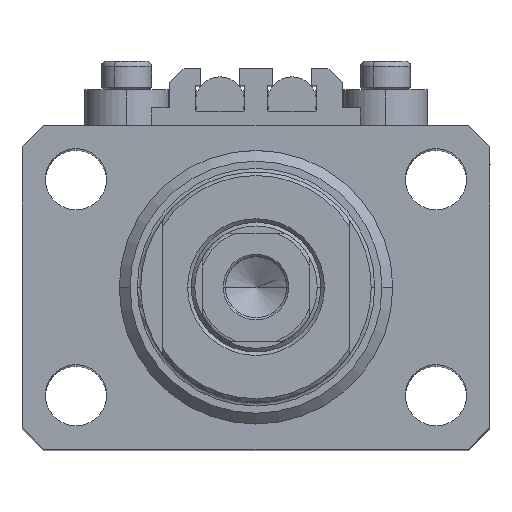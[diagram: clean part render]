
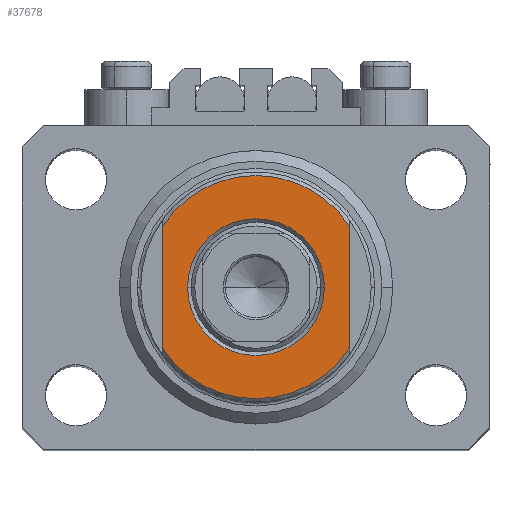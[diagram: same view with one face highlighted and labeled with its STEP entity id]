
A CAD part, top view. The second image highlights one B-rep face of the part: STEP entity #37678.
In plain terms, the highlighted face is planar.
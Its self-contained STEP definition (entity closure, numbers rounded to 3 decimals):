
#1151 = DIRECTION ( 'NONE',  ( -1., 0., 0. ) ) ;
#1389 = DIRECTION ( 'NONE',  ( 0., 0., -1. ) ) ;
#1474 = CARTESIAN_POINT ( 'NONE',  ( 0., 0., -6.5 ) ) ;
#1602 = CIRCLE ( 'NONE', #38085, 15.5 ) ;
#1855 = CARTESIAN_POINT ( 'NONE',  ( 0., 0., -6.5 ) ) ;
#2344 = EDGE_CURVE ( 'NONE', #15722, #5594, #38226, .T. ) ;
#2975 = DIRECTION ( 'NONE',  ( 0., 0., -1. ) ) ;
#3838 = EDGE_LOOP ( 'NONE', ( #24582, #13830 ) ) ;
#5401 = VERTEX_POINT ( 'NONE', #5491 ) ;
#5491 = CARTESIAN_POINT ( 'NONE',  ( 9.5, 0., -6.5 ) ) ;
#5594 = VERTEX_POINT ( 'NONE', #19299 ) ;
#5786 = EDGE_CURVE ( 'NONE', #12001, #5594, #31909, .T. ) ;
#7645 = ORIENTED_EDGE ( 'NONE', *, *, #5786, .T. ) ;
#10145 = AXIS2_PLACEMENT_3D ( 'NONE', #31698, #2975, #17824 ) ;
#10328 = CARTESIAN_POINT ( 'NONE',  ( 0., 0., -6.5 ) ) ;
#11324 = EDGE_CURVE ( 'NONE', #37690, #5401, #37362, .T. ) ;
#12001 = VERTEX_POINT ( 'NONE', #27144 ) ;
#12020 = LINE ( 'NONE', #15441, #24956 ) ;
#12414 = AXIS2_PLACEMENT_3D ( 'NONE', #1474, #19965, #20203 ) ;
#13830 = ORIENTED_EDGE ( 'NONE', *, *, #43624, .T. ) ;
#13984 = FACE_OUTER_BOUND ( 'NONE', #36729, .T. ) ;
#15441 = CARTESIAN_POINT ( 'NONE',  ( 13., -43.081, -6.5 ) ) ;
#15722 = VERTEX_POINT ( 'NONE', #27914 ) ;
#16341 = CARTESIAN_POINT ( 'NONE',  ( -13., -43.081, -6.5 ) ) ;
#17824 = DIRECTION ( 'NONE',  ( -1., 0., 0. ) ) ;
#17986 = AXIS2_PLACEMENT_3D ( 'NONE', #1855, #31528, #27379 ) ;
#18660 = ORIENTED_EDGE ( 'NONE', *, *, #2344, .F. ) ;
#19299 = CARTESIAN_POINT ( 'NONE',  ( -13., -8.441, -6.5 ) ) ;
#19965 = DIRECTION ( 'NONE',  ( 0., 0., 1. ) ) ;
#20203 = DIRECTION ( 'NONE',  ( -1., 0., 0. ) ) ;
#21277 = PLANE ( 'NONE',  #34061 ) ;
#23913 = ORIENTED_EDGE ( 'NONE', *, *, #41984, .T. ) ;
#24582 = ORIENTED_EDGE ( 'NONE', *, *, #11324, .T. ) ;
#24624 = VERTEX_POINT ( 'NONE', #40031 ) ;
#24956 = VECTOR ( 'NONE', #31254, 1000. ) ;
#25160 = FACE_BOUND ( 'NONE', #3838, .T. ) ;
#25727 = ORIENTED_EDGE ( 'NONE', *, *, #47166, .T. ) ;
#26910 = CARTESIAN_POINT ( 'NONE',  ( 0., 0., -6.5 ) ) ;
#27083 = VECTOR ( 'NONE', #41395, 1000. ) ;
#27144 = CARTESIAN_POINT ( 'NONE',  ( 13., -8.441, -6.5 ) ) ;
#27379 = DIRECTION ( 'NONE',  ( -1., 0., 0. ) ) ;
#27914 = CARTESIAN_POINT ( 'NONE',  ( -13., 8.441, -6.5 ) ) ;
#31254 = DIRECTION ( 'NONE',  ( 0., -1., 0. ) ) ;
#31528 = DIRECTION ( 'NONE',  ( 0., 0., 1. ) ) ;
#31698 = CARTESIAN_POINT ( 'NONE',  ( 0., 0., -6.5 ) ) ;
#31909 = CIRCLE ( 'NONE', #10145, 15.5 ) ;
#33427 = DIRECTION ( 'NONE',  ( 0., 0., -1. ) ) ;
#34061 = AXIS2_PLACEMENT_3D ( 'NONE', #10328, #33427, #40032 ) ;
#36729 = EDGE_LOOP ( 'NONE', ( #23913, #25727, #7645, #18660 ) ) ;
#36846 = CARTESIAN_POINT ( 'NONE',  ( -9.5, 0., -6.5 ) ) ;
#37362 = CIRCLE ( 'NONE', #17986, 9.5 ) ;
#37678 = ADVANCED_FACE ( 'NONE', ( #25160, #13984 ), #21277, .T. ) ;
#37690 = VERTEX_POINT ( 'NONE', #36846 ) ;
#38085 = AXIS2_PLACEMENT_3D ( 'NONE', #26910, #1389, #1151 ) ;
#38226 = LINE ( 'NONE', #16341, #27083 ) ;
#40031 = CARTESIAN_POINT ( 'NONE',  ( 13., 8.441, -6.5 ) ) ;
#40032 = DIRECTION ( 'NONE',  ( -1., 0., 0. ) ) ;
#41395 = DIRECTION ( 'NONE',  ( 0., -1., 0. ) ) ;
#41984 = EDGE_CURVE ( 'NONE', #15722, #24624, #1602, .T. ) ;
#43624 = EDGE_CURVE ( 'NONE', #5401, #37690, #47395, .T. ) ;
#47166 = EDGE_CURVE ( 'NONE', #24624, #12001, #12020, .T. ) ;
#47395 = CIRCLE ( 'NONE', #12414, 9.5 ) ;
